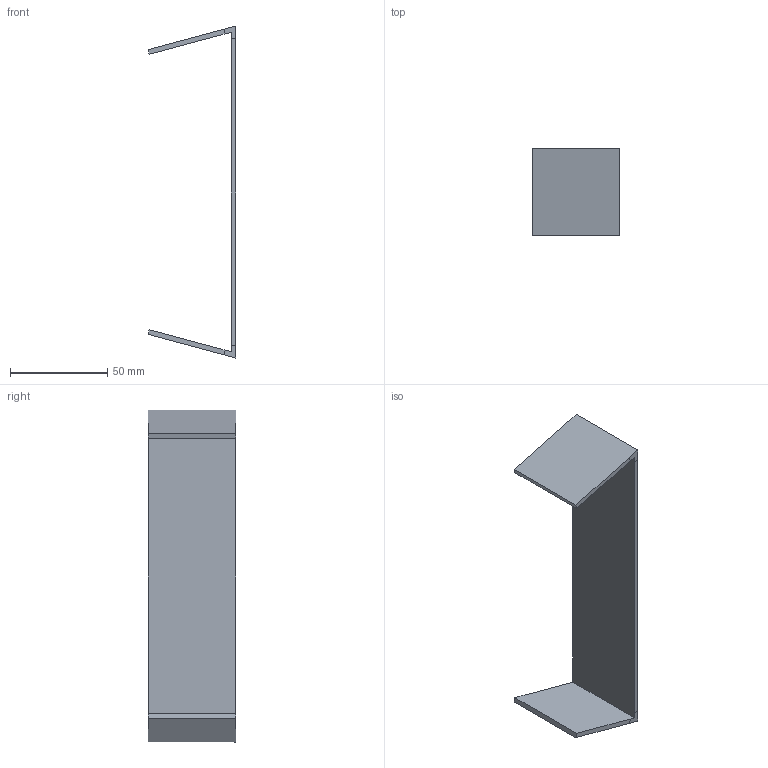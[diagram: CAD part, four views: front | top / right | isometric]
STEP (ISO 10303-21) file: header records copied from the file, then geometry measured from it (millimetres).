
FILE_DESCRIPTION(/* description */ (''),/* implementation_level */ '2;1');
FILE_NAME(/* name */ '',/* time_stamp */ '2023-05-17T16:46:31+03:00',/* author */ ('Ртищев А.О.'),/* organization */ (''),/* preprocessor_version */ 'ST-DEVELOPER v19.2',/* originating_system */ 'Autodesk Inventor 2023',/* authorisation */ '');
FILE_SCHEMA (('AUTOMOTIVE_DESIGN { 1 0 10303 214 3 1 1 }'));
Length unit declared in the file: millimetre
Products named in the file (1): RP41x168x2.5, Распорка для 
швеллера 50x50x2.5 (Под 
пятку 180мм), Распорка 
для швеллера 50x50x2.
5 (Под пятку 180мм)
Bounding box: 45.31 x 45 x 171.05 mm (x, y, z)
Volume: 29065 mm3; surface area: 24768.8 mm2
Topology: 1 solids, 1 shells, 18 faces, 48 edges, 32 vertices
Faces by surface type: plane 18
Entity records: 622 total; most frequent: CARTESIAN_POINT 99, ORIENTED_EDGE 96, DIRECTION 86, LINE 48, VECTOR 48, EDGE_CURVE 48, VERTEX_POINT 32, STYLED_ITEM 19
